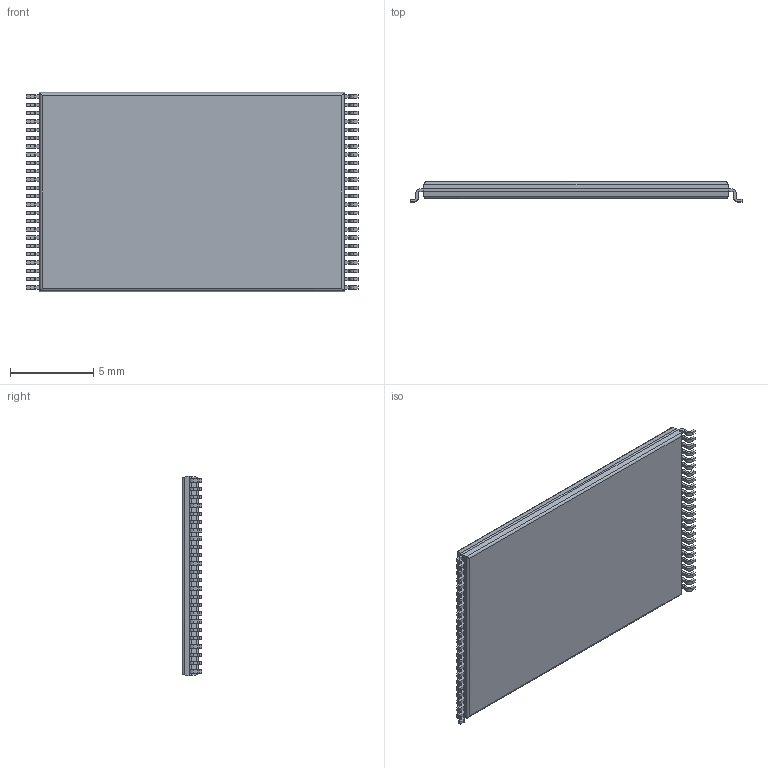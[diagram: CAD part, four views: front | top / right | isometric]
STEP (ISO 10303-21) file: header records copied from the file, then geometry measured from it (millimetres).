
FILE_DESCRIPTION (( 'STEP AP214' ), '1' );
FILE_NAME ('MT29F2G08ABAEAWP-IT_E.STEP', '2023-04-25T03:09:11', ( '' ), ( '' ), 'SwSTEP 2.0', 'SolidWorks 2021', '' );
FILE_SCHEMA (( 'AUTOMOTIVE_DESIGN' ));
Length unit declared in the file: millimetre
Products named in the file (1): MT29F2G08ABAEAWP-IT_E
Bounding box: 20 x 1.2 x 12 mm (x, y, z)
Volume: 220.7 mm3; surface area: 537.1 mm2
Topology: 50 solids, 50 shells, 701 faces, 1784 edges, 1184 vertices
Faces by surface type: plane 497, cylinder 204
Entity records: 21537 total; most frequent: CARTESIAN_POINT 3694, DIRECTION 3572, ORIENTED_EDGE 3568, EDGE_CURVE 1784, VECTOR 1384, LINE 1384, VERTEX_POINT 1184, AXIS2_PLACEMENT_3D 1094
